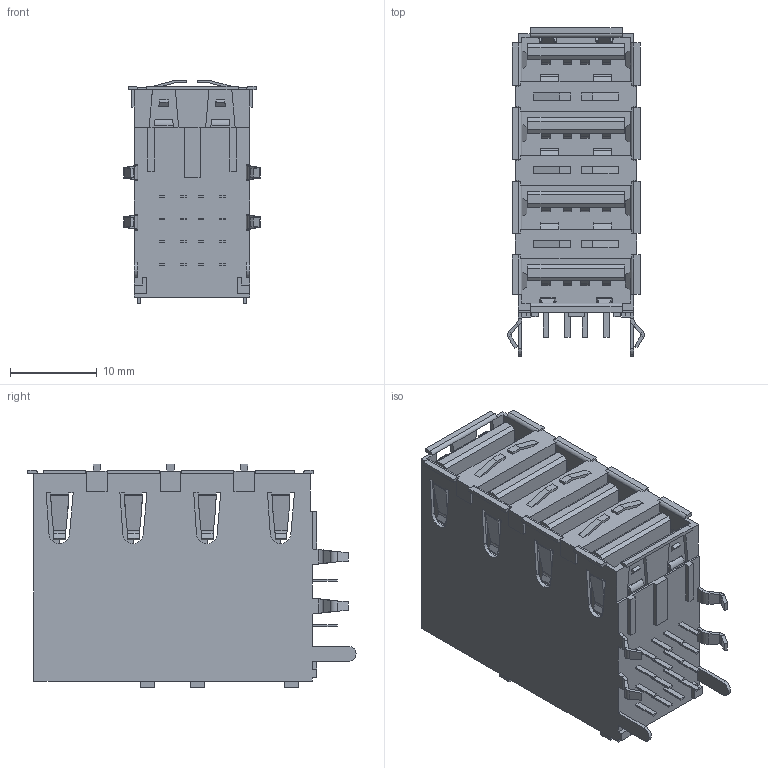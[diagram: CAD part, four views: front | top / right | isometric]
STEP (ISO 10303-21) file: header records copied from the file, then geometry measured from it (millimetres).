
FILE_DESCRIPTION((''),'2;1');
FILE_NAME('C-1734383-01-3','2007-09-07T',('workeradm'),('Tyco Electronics Corporation'),'PRO/ENGINEER BY PARAMETRIC TECHNOLOGY CORPORATION, 2005450','PRO/ENGINEER BY PARAMETRIC TECHNOLOGY CORPORATION, 2005450','');
FILE_SCHEMA(('CONFIG_CONTROL_DESIGN', 'GEOMETRIC_VALIDATION_PROPERTIES_MIM'));
Length unit declared in the file: millimetre
Products named in the file (1): C-1734383-01-3
Bounding box: 15.78 x 37.81 x 25.78 mm (x, y, z)
Volume: 8795.2 mm3; surface area: 5610.3 mm2
Topology: 1 solids, 1 shells, 827 faces, 2062 edges, 1284 vertices
Faces by surface type: plane 565, bspline 152, cylinder 110
Entity records: 28627 total; most frequent: CARTESIAN_POINT 9860, ORIENTED_EDGE 4124, DIRECTION 3224, EDGE_CURVE 2062, VECTOR 1594, LINE 1594, VERTEX_POINT 1284, EDGE_LOOP 906
